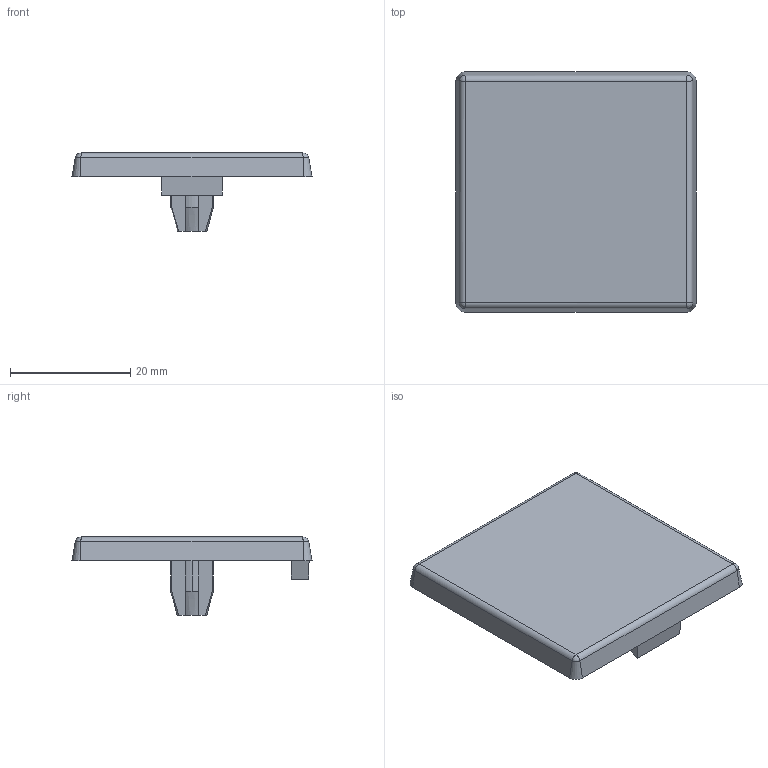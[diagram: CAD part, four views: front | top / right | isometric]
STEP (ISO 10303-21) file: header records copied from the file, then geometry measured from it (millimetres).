
FILE_DESCRIPTION (( 'STEP AP214' ), '1' );
FILE_NAME ('40x40 End Cap-Black(40AEC-1401-001-00).STEP', '2023-08-23T17:23:34', ( '' ), ( '' ), 'SwSTEP 2.0', 'SolidWorks 2020', '' );
FILE_SCHEMA (( 'AUTOMOTIVE_DESIGN' ));
Length unit declared in the file: millimetre
Products named in the file (1): 40x40 End Cap-Black(40AEC-1401-001-00)
Bounding box: 40 x 40 x 13 mm (x, y, z)
Volume: 5461.9 mm3; surface area: 4096.6 mm2
Topology: 1 solids, 1 shells, 47 faces, 118 edges, 72 vertices
Faces by surface type: plane 25, cylinder 9, cone 9, bspline 4
Entity records: 2346 total; most frequent: CARTESIAN_POINT 1246, ORIENTED_EDGE 228, DIRECTION 202, EDGE_CURVE 114, VECTOR 74, LINE 74, VERTEX_POINT 72, AXIS2_PLACEMENT_3D 64
